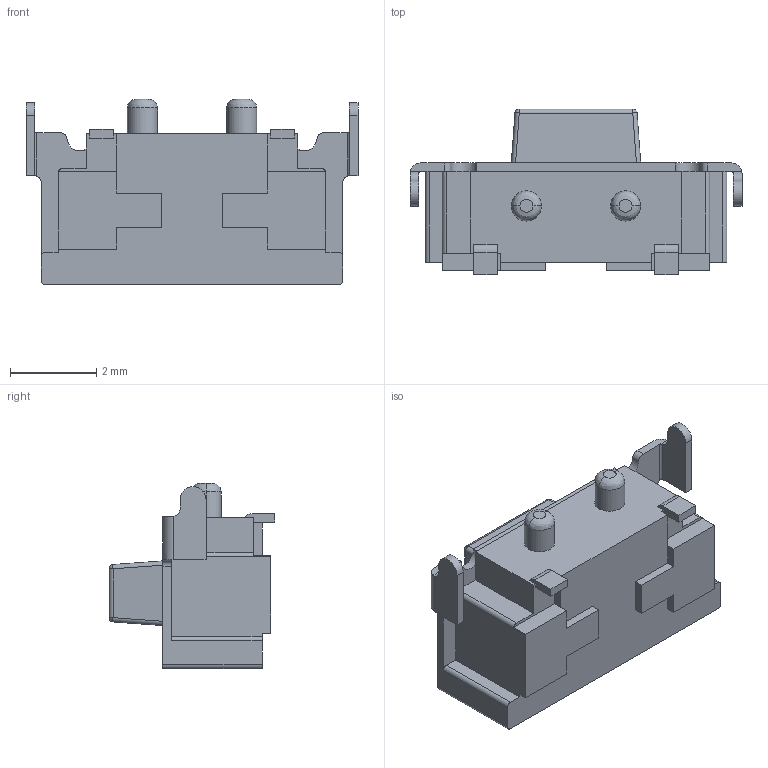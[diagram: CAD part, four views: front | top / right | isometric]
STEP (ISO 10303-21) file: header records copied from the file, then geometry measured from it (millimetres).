
FILE_DESCRIPTION((''),'2;1');
FILE_NAME('PRT0001','2025-09-22T',('Administrator'),(''),'PRO/ENGINEER BY PARAMETRIC TECHNOLOGY CORPORATION, 2010280','PRO/ENGINEER BY PARAMETRIC TECHNOLOGY CORPORATION, 2010280','');
FILE_SCHEMA(('CONFIG_CONTROL_DESIGN'));
Length unit declared in the file: millimetre
Products named in the file (1): PRT0001
Bounding box: 7.7 x 3.85 x 4.3 mm (x, y, z)
Volume: 56.8 mm3; surface area: 121.2 mm2
Topology: 1 solids, 1 shells, 109 faces, 288 edges, 184 vertices
Faces by surface type: plane 67, cylinder 34, bspline 4, sphere 4
Entity records: 3511 total; most frequent: CARTESIAN_POINT 752, ORIENTED_EDGE 576, DIRECTION 558, EDGE_CURVE 288, VECTOR 204, LINE 204, VERTEX_POINT 184, AXIS2_PLACEMENT_3D 177
